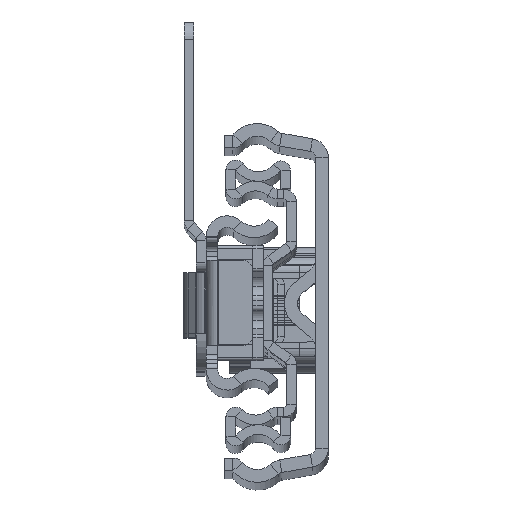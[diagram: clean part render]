
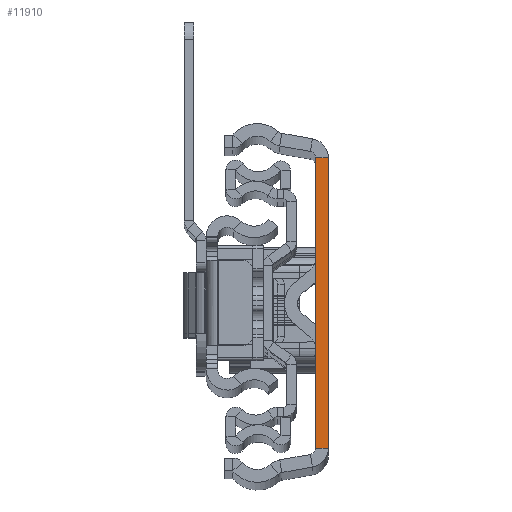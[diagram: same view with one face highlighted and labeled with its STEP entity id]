
A CAD part, top view. The second image highlights one B-rep face of the part: STEP entity #11910.
In plain terms, the highlighted planar face has unit normal (0, 0, 1).
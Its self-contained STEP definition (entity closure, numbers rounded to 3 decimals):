
#508 = EDGE_CURVE ( 'NONE', #20565, #15435, #29282, .T. ) ;
#2005 = FACE_OUTER_BOUND ( 'NONE', #25147, .T. ) ;
#2724 = DIRECTION ( 'NONE',  ( 1., 0., 0. ) ) ;
#2829 = CARTESIAN_POINT ( 'NONE',  ( 2., 22.677, 0. ) ) ;
#3161 = LINE ( 'NONE', #28834, #26374 ) ;
#3786 = EDGE_CURVE ( 'NONE', #17948, #11395, #28828, .T. ) ;
#5545 = EDGE_CURVE ( 'NONE', #15435, #11395, #10669, .T. ) ;
#5939 = DIRECTION ( 'NONE',  ( 0., 1., 0. ) ) ;
#6455 = VECTOR ( 'NONE', #20480, 1000. ) ;
#9063 = ORIENTED_EDGE ( 'NONE', *, *, #25629, .T. ) ;
#10669 = LINE ( 'NONE', #12986, #6455 ) ;
#10675 = CARTESIAN_POINT ( 'NONE',  ( 2., -22.677, 0. ) ) ;
#11395 = VERTEX_POINT ( 'NONE', #2829 ) ;
#11409 = DIRECTION ( 'NONE',  ( 0., 0., -1. ) ) ;
#11910 = ADVANCED_FACE ( 'NONE', ( #2005 ), #15719, .F. ) ;
#12105 = ORIENTED_EDGE ( 'NONE', *, *, #3786, .T. ) ;
#12435 = DIRECTION ( 'NONE',  ( 0., 1., 0. ) ) ;
#12686 = ORIENTED_EDGE ( 'NONE', *, *, #5545, .F. ) ;
#12986 = CARTESIAN_POINT ( 'NONE',  ( 2., 22.677, 0. ) ) ;
#13704 = CARTESIAN_POINT ( 'NONE',  ( 2., -22.677, 0. ) ) ;
#13894 = ORIENTED_EDGE ( 'NONE', *, *, #508, .F. ) ;
#15435 = VERTEX_POINT ( 'NONE', #24441 ) ;
#15719 = PLANE ( 'NONE',  #25632 ) ;
#17948 = VERTEX_POINT ( 'NONE', #10675 ) ;
#18203 = VECTOR ( 'NONE', #12435, 1000. ) ;
#20480 = DIRECTION ( 'NONE',  ( 1., 0., 0. ) ) ;
#20565 = VERTEX_POINT ( 'NONE', #29241 ) ;
#23368 = DIRECTION ( 'NONE',  ( 0., 1., 0. ) ) ;
#24441 = CARTESIAN_POINT ( 'NONE',  ( 0., 22.677, 0. ) ) ;
#24683 = CARTESIAN_POINT ( 'NONE',  ( 0., -22.677, 0. ) ) ;
#25147 = EDGE_LOOP ( 'NONE', ( #12686, #13894, #9063, #12105 ) ) ;
#25629 = EDGE_CURVE ( 'NONE', #20565, #17948, #3161, .T. ) ;
#25632 = AXIS2_PLACEMENT_3D ( 'NONE', #13704, #11409, #23368 ) ;
#26374 = VECTOR ( 'NONE', #2724, 1000. ) ;
#27275 = VECTOR ( 'NONE', #5939, 1000. ) ;
#28379 = CARTESIAN_POINT ( 'NONE',  ( 2., -22.677, 0. ) ) ;
#28828 = LINE ( 'NONE', #28379, #18203 ) ;
#28834 = CARTESIAN_POINT ( 'NONE',  ( 2., -22.677, 0. ) ) ;
#29241 = CARTESIAN_POINT ( 'NONE',  ( 0., -22.677, 0. ) ) ;
#29282 = LINE ( 'NONE', #24683, #27275 ) ;
